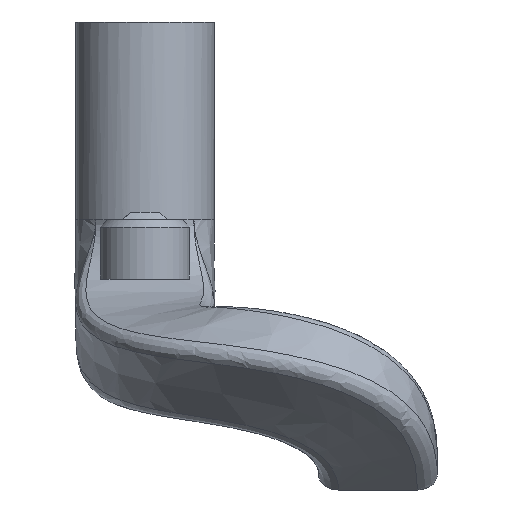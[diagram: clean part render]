
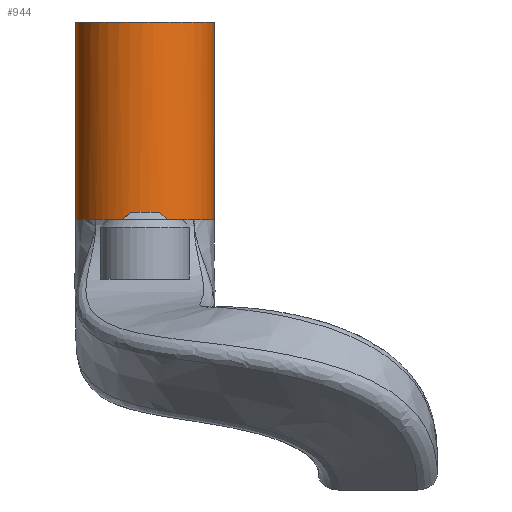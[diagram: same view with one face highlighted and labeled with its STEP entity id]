
A CAD part, left-side view. The second image highlights one B-rep face of the part: STEP entity #944.
In plain terms, the highlighted cylindrical face has radius 7 mm (diameter 14 mm), a full revolution.
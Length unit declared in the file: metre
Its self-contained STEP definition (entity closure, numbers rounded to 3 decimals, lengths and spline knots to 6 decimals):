
#29=ELLIPSE('',#1020,0.009899,0.007);
#30=ELLIPSE('',#1023,0.009899,0.007);
#31=ELLIPSE('',#1025,0.009899,0.007);
#32=ELLIPSE('',#1028,0.009899,0.007);
#33=CYLINDRICAL_SURFACE('',#1017,0.007);
#102=CIRCLE('',#1008,0.007);
#103=CIRCLE('',#1009,0.007);
#108=CIRCLE('',#1015,0.007);
#109=CIRCLE('',#1016,0.007);
#110=CIRCLE('',#1018,0.007);
#111=CIRCLE('',#1019,0.007);
#112=CIRCLE('',#1021,0.007);
#113=CIRCLE('',#1022,0.007);
#114=CIRCLE('',#1024,0.007);
#115=CIRCLE('',#1026,0.007);
#116=CIRCLE('',#1027,0.007);
#189=ORIENTED_EDGE('',*,*,#486,.F.);
#190=ORIENTED_EDGE('',*,*,#487,.T.);
#191=ORIENTED_EDGE('',*,*,#488,.T.);
#192=ORIENTED_EDGE('',*,*,#489,.F.);
#193=ORIENTED_EDGE('',*,*,#490,.T.);
#194=ORIENTED_EDGE('',*,*,#491,.T.);
#195=ORIENTED_EDGE('',*,*,#485,.T.);
#196=ORIENTED_EDGE('',*,*,#451,.T.);
#197=ORIENTED_EDGE('',*,*,#450,.T.);
#198=ORIENTED_EDGE('',*,*,#492,.T.);
#199=ORIENTED_EDGE('',*,*,#493,.T.);
#200=ORIENTED_EDGE('',*,*,#494,.T.);
#201=ORIENTED_EDGE('',*,*,#444,.F.);
#202=ORIENTED_EDGE('',*,*,#443,.T.);
#203=ORIENTED_EDGE('',*,*,#477,.T.);
#204=ORIENTED_EDGE('',*,*,#495,.F.);
#205=ORIENTED_EDGE('',*,*,#496,.T.);
#206=ORIENTED_EDGE('',*,*,#497,.T.);
#207=ORIENTED_EDGE('',*,*,#498,.T.);
#443=EDGE_CURVE('',#594,#595,#102,.T.);
#444=EDGE_CURVE('',#594,#596,#693,.F.);
#450=EDGE_CURVE('',#602,#601,#699,.T.);
#451=EDGE_CURVE('',#603,#602,#103,.T.);
#477=EDGE_CURVE('',#595,#625,#108,.T.);
#485=EDGE_CURVE('',#629,#603,#109,.T.);
#486=EDGE_CURVE('',#630,#630,#110,.T.);
#487=EDGE_CURVE('',#631,#632,#111,.T.);
#488=EDGE_CURVE('',#632,#633,#29,.T.);
#489=EDGE_CURVE('',#634,#633,#724,.T.);
#490=EDGE_CURVE('',#634,#635,#112,.T.);
#491=EDGE_CURVE('',#635,#629,#113,.T.);
#492=EDGE_CURVE('',#601,#636,#30,.F.);
#493=EDGE_CURVE('',#636,#637,#114,.T.);
#494=EDGE_CURVE('',#637,#596,#31,.T.);
#495=EDGE_CURVE('',#638,#625,#115,.T.);
#496=EDGE_CURVE('',#638,#639,#116,.T.);
#497=EDGE_CURVE('',#639,#640,#725,.T.);
#498=EDGE_CURVE('',#640,#631,#32,.F.);
#594=VERTEX_POINT('',#1766);
#595=VERTEX_POINT('',#1767);
#596=VERTEX_POINT('',#1772);
#601=VERTEX_POINT('',#1799);
#602=VERTEX_POINT('',#1804);
#603=VERTEX_POINT('',#1806);
#625=VERTEX_POINT('',#2436);
#629=VERTEX_POINT('',#2704);
#630=VERTEX_POINT('',#2840);
#631=VERTEX_POINT('',#2842);
#632=VERTEX_POINT('',#2843);
#633=VERTEX_POINT('',#2845);
#634=VERTEX_POINT('',#2850);
#635=VERTEX_POINT('',#2852);
#636=VERTEX_POINT('',#2855);
#637=VERTEX_POINT('',#2857);
#638=VERTEX_POINT('',#2860);
#639=VERTEX_POINT('',#2862);
#640=VERTEX_POINT('',#2867);
#693=B_SPLINE_CURVE_WITH_KNOTS('',3,(#1768,#1769,#1770,#1771),
 .UNSPECIFIED.,.F.,.F.,(4,4),(0.708286,0.781967),
 .UNSPECIFIED.);
#699=B_SPLINE_CURVE_WITH_KNOTS('',3,(#1800,#1801,#1802,#1803),
 .UNSPECIFIED.,.F.,.F.,(4,4),(0.929509,0.947928),
 .UNSPECIFIED.);
#724=B_SPLINE_CURVE_WITH_KNOTS('',3,(#2846,#2847,#2848,#2849),
 .UNSPECIFIED.,.F.,.F.,(4,4),(0.218033,0.291714),
 .UNSPECIFIED.);
#725=B_SPLINE_CURVE_WITH_KNOTS('',3,(#2863,#2864,#2865,#2866),
 .UNSPECIFIED.,.F.,.F.,(4,4),(0.429509,0.447928),
 .UNSPECIFIED.);
#785=EDGE_LOOP('',(#189));
#786=EDGE_LOOP('',(#190,#191,#192,#193,#194,#195,#196,#197,#198,#199,#200,
#201,#202,#203,#204,#205,#206,#207));
#855=FACE_BOUND('',#785,.T.);
#856=FACE_BOUND('',#786,.T.);
#944=ADVANCED_FACE('',(#855,#856),#33,.T.);
#1008=AXIS2_PLACEMENT_3D('',#1765,#1073,#1074);
#1009=AXIS2_PLACEMENT_3D('',#1805,#1075,#1076);
#1015=AXIS2_PLACEMENT_3D('',#2437,#1091,#1092);
#1016=AXIS2_PLACEMENT_3D('',#2837,#1093,#1094);
#1017=AXIS2_PLACEMENT_3D('',#2838,#1095,#1096);
#1018=AXIS2_PLACEMENT_3D('',#2839,#1097,#1098);
#1019=AXIS2_PLACEMENT_3D('',#2841,#1099,#1100);
#1020=AXIS2_PLACEMENT_3D('',#2844,#1101,#1102);
#1021=AXIS2_PLACEMENT_3D('',#2851,#1103,#1104);
#1022=AXIS2_PLACEMENT_3D('',#2853,#1105,#1106);
#1023=AXIS2_PLACEMENT_3D('',#2854,#1107,#1108);
#1024=AXIS2_PLACEMENT_3D('',#2856,#1109,#1110);
#1025=AXIS2_PLACEMENT_3D('',#2858,#1111,#1112);
#1026=AXIS2_PLACEMENT_3D('',#2859,#1113,#1114);
#1027=AXIS2_PLACEMENT_3D('',#2861,#1115,#1116);
#1028=AXIS2_PLACEMENT_3D('',#2868,#1117,#1118);
#1073=DIRECTION('',(0.,0.,1.));
#1074=DIRECTION('',(1.,0.,0.));
#1075=DIRECTION('',(0.,0.,1.));
#1076=DIRECTION('',(1.,0.,0.));
#1091=DIRECTION('',(0.,0.,1.));
#1092=DIRECTION('',(1.,0.,0.));
#1093=DIRECTION('',(0.,0.,1.));
#1094=DIRECTION('',(1.,0.,0.));
#1095=DIRECTION('',(0.,0.,-1.));
#1096=DIRECTION('',(-1.,0.,0.));
#1097=DIRECTION('',(0.,0.,1.));
#1098=DIRECTION('',(1.,0.,0.));
#1099=DIRECTION('',(0.,0.,1.));
#1100=DIRECTION('',(1.,0.,0.));
#1101=DIRECTION('',(0.,-0.707,0.707));
#1102=DIRECTION('',(0.,-0.707,-0.707));
#1103=DIRECTION('',(0.,0.,1.));
#1104=DIRECTION('',(1.,0.,0.));
#1105=DIRECTION('',(0.,0.,1.));
#1106=DIRECTION('',(1.,0.,0.));
#1107=DIRECTION('',(0.,0.707,-0.707));
#1108=DIRECTION('',(0.,-0.707,-0.707));
#1109=DIRECTION('',(0.,0.,1.));
#1110=DIRECTION('',(1.,0.,0.));
#1111=DIRECTION('',(0.,0.707,0.707));
#1112=DIRECTION('',(0.,0.707,-0.707));
#1113=DIRECTION('',(0.,0.,-1.));
#1114=DIRECTION('',(-1.,0.,0.));
#1115=DIRECTION('',(0.,0.,1.));
#1116=DIRECTION('',(1.,0.,0.));
#1117=DIRECTION('',(0.,-0.707,-0.707));
#1118=DIRECTION('',(0.,0.707,-0.707));
#1765=CARTESIAN_POINT('',(0.,0.,0.));
#1766=CARTESIAN_POINT('',(0.006325,0.003,0.));
#1767=CARTESIAN_POINT('',(0.00495,0.00495,0.));
#1768=CARTESIAN_POINT('',(0.006629,0.00225,0.));
#1769=CARTESIAN_POINT('',(0.006542,0.002505,0.));
#1770=CARTESIAN_POINT('',(0.00644,0.002756,0.));
#1771=CARTESIAN_POINT('',(0.006324,0.003,0.));
#1772=CARTESIAN_POINT('',(0.006629,0.00225,0.));
#1799=CARTESIAN_POINT('',(0.006629,-0.00225,0.));
#1800=CARTESIAN_POINT('',(0.006325,-0.003,0.));
#1801=CARTESIAN_POINT('',(0.00644,-0.002756,0.));
#1802=CARTESIAN_POINT('',(0.006542,-0.002505,0.));
#1803=CARTESIAN_POINT('',(0.006629,-0.00225,0.));
#1804=CARTESIAN_POINT('',(0.006325,-0.003,0.));
#1805=CARTESIAN_POINT('',(0.,0.,0.));
#1806=CARTESIAN_POINT('',(0.00495,-0.00495,0.));
#2436=CARTESIAN_POINT('',(0.,0.007,0.));
#2437=CARTESIAN_POINT('',(0.,0.,0.));
#2704=CARTESIAN_POINT('',(0.,-0.007,0.));
#2837=CARTESIAN_POINT('',(0.,0.,0.));
#2838=CARTESIAN_POINT('',(0.,0.,0.02));
#2839=CARTESIAN_POINT('',(0.,0.,0.02));
#2840=CARTESIAN_POINT('',(0.007,0.,0.02));
#2841=CARTESIAN_POINT('',(0.,0.,0.00075));
#2842=CARTESIAN_POINT('',(-0.006837,0.0015,0.00075));
#2843=CARTESIAN_POINT('',(-0.006837,-0.0015,0.00075));
#2844=CARTESIAN_POINT('',(0.,0.,0.00225));
#2845=CARTESIAN_POINT('',(-0.006629,-0.00225,0.));
#2846=CARTESIAN_POINT('',(-0.006324,-0.003,0.));
#2847=CARTESIAN_POINT('',(-0.00644,-0.002756,0.));
#2848=CARTESIAN_POINT('',(-0.006542,-0.002505,0.));
#2849=CARTESIAN_POINT('',(-0.006629,-0.00225,0.));
#2850=CARTESIAN_POINT('',(-0.006325,-0.003,0.));
#2851=CARTESIAN_POINT('',(0.,0.,0.));
#2852=CARTESIAN_POINT('',(-0.00495,-0.00495,0.));
#2853=CARTESIAN_POINT('',(0.,0.,0.));
#2854=CARTESIAN_POINT('',(0.,0.,0.00225));
#2855=CARTESIAN_POINT('',(0.006837,-0.0015,0.00075));
#2856=CARTESIAN_POINT('',(0.,0.,0.00075));
#2857=CARTESIAN_POINT('',(0.006837,0.0015,0.00075));
#2858=CARTESIAN_POINT('',(0.,0.,0.00225));
#2859=CARTESIAN_POINT('',(0.,0.,0.));
#2860=CARTESIAN_POINT('',(-0.00495,0.00495,0.));
#2861=CARTESIAN_POINT('',(0.,0.,0.));
#2862=CARTESIAN_POINT('',(-0.006325,0.003,0.));
#2863=CARTESIAN_POINT('',(-0.006325,0.003,0.));
#2864=CARTESIAN_POINT('',(-0.00644,0.002756,0.));
#2865=CARTESIAN_POINT('',(-0.006542,0.002505,0.));
#2866=CARTESIAN_POINT('',(-0.006629,0.00225,0.));
#2867=CARTESIAN_POINT('',(-0.006629,0.00225,0.));
#2868=CARTESIAN_POINT('',(0.,0.,0.00225));
